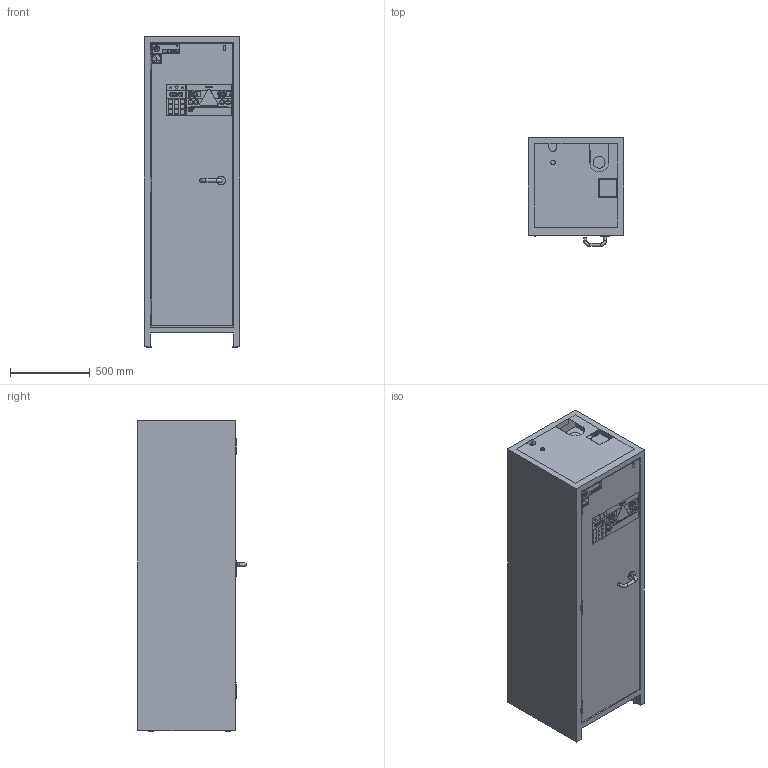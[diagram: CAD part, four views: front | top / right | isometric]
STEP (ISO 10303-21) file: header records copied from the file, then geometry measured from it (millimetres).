
FILE_DESCRIPTION(/* description */ (''),/* implementation_level */ '2;1');
FILE_NAME(/* name */ 'IO90.195.060.CC.WDC_41302-047-41366 4er_CD.stp',/* time_stamp */ '2023-10-11T10:18:32+02:00',/* author */ ('mirudolph'),/* organization */ ('asecos® GmbH'),/* preprocessor_version */ 'ST-DEVELOPER v17.2',/* originating_system */ 'Autodesk Inventor 2019',/* authorisation */ '');
FILE_SCHEMA (('AUTOMOTIVE_DESIGN { 1 0 10303 214 3 1 1 }'));
Length unit declared in the file: millimetre
Products named in the file (1): IO90.195.060.CC.WDC_41302-047-41366 4er_CD
Bounding box: 599.76 x 682.58 x 1954.09 mm (x, y, z)
Volume: 2517244.6 mm3; surface area: 13809910.4 mm2
Topology: 7 solids, 8 shells, 1677 faces, 4369 edges, 2878 vertices
Faces by surface type: plane 1180, cylinder 256, bspline 228, torus 13
Full cylindrical faces by diameter (mm): 4.5 x2, 5 x36, 6 x1, 6.742 x1, 7 x4, 8 x1, 8.1 x2, 9.5 x1, 10 x2, 20 x5, 29 x1, 30 x2, 31 x2, 31.8 x4, 33 x1, 33.8 x1, 37.8 x1, 38 x16, 44 x1, 50 x1, 55 x2, 75 x2, 119 x1
Entity records: 54465 total; most frequent: CARTESIAN_POINT 12055, ORIENTED_EDGE 8740, DIRECTION 7391, EDGE_CURVE 4370, LINE 3361, VECTOR 3361, VERTEX_POINT 2880, AXIS2_PLACEMENT_3D 2015
